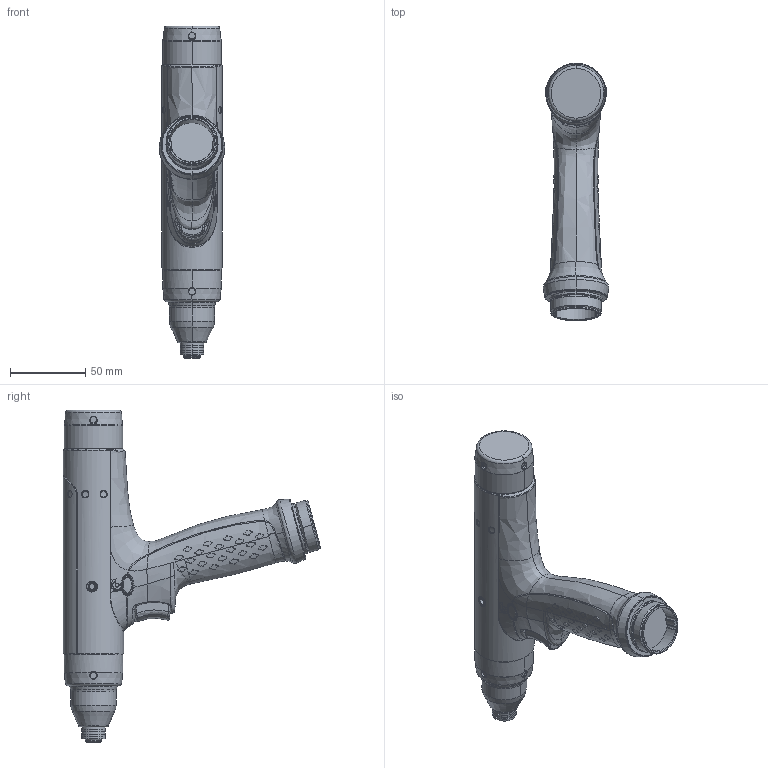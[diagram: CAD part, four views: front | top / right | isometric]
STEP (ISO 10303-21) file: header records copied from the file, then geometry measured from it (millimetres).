
FILE_DESCRIPTION((''),'2;1');
FILE_NAME('EXT_COMP_SW0002','2021-07-01T13:13:06',('INEVDh'),(''),'CREO PARAMETRIC BY PTC INC, 2020281','CREO PARAMETRIC BY PTC INC, 2020281','');
FILE_SCHEMA(('CONFIG_CONTROL_DESIGN'));
Products named in the file (1): EXT_COMP_SW0002
Bounding box: 43.61 x 170.99 x 220.71 mm (x, y, z)
Volume: 386078.6 mm3; surface area: 49221 mm2
Topology: 2 solids, 2 shells, 956 faces, 2371 edges, 1498 vertices
Faces by surface type: bspline 600, cylinder 123, plane 103, cone 73, torus 48, revolution 5, extrusion 2, sphere 2
Entity records: 70691 total; most frequent: CARTESIAN_POINT 52590, ORIENTED_EDGE 4742, EDGE_CURVE 2371, DIRECTION 1949, B_SPLINE_CURVE_WITH_KNOTS 1513, VERTEX_POINT 1498, EDGE_LOOP 1035, FACE_OUTER_BOUND 956
